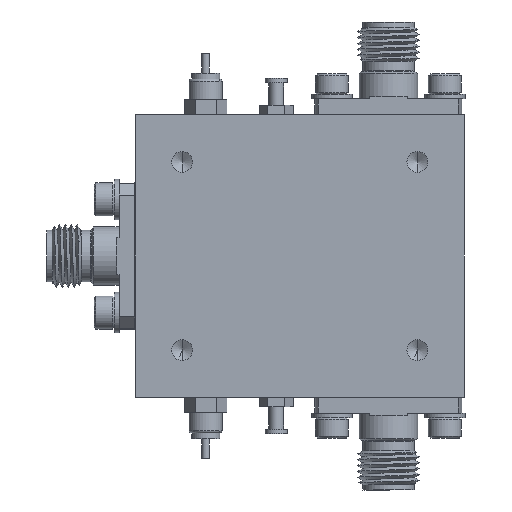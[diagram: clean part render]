
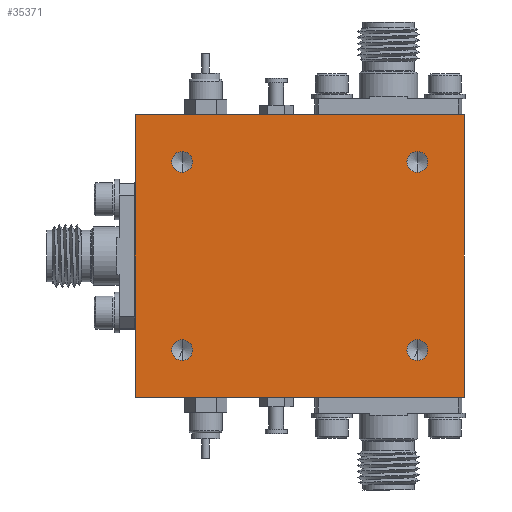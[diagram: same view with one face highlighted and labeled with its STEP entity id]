
A CAD part, front view. The second image highlights one B-rep face of the part: STEP entity #35371.
In plain terms, the highlighted planar face has unit normal (0, -1, 0).
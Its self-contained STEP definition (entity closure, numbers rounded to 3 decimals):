
#1392 = DIRECTION ( 'NONE',  ( -1., 0., 0. ) ) ;
#1525 = CARTESIAN_POINT ( 'NONE',  ( 12.7, 0., 11.29 ) ) ;
#1620 = DIRECTION ( 'NONE',  ( 0., 0., -1. ) ) ;
#2369 = DIRECTION ( 'NONE',  ( 0., -1., 0. ) ) ;
#2976 = VERTEX_POINT ( 'NONE', #8685 ) ;
#3819 = AXIS2_PLACEMENT_3D ( 'NONE', #37277, #2369, #10668 ) ;
#3933 = EDGE_LOOP ( 'NONE', ( #43058, #5966 ) ) ;
#4248 = DIRECTION ( 'NONE',  ( 0., 0., -1. ) ) ;
#4991 = AXIS2_PLACEMENT_3D ( 'NONE', #11252, #30775, #22804 ) ;
#5455 = CARTESIAN_POINT ( 'NONE',  ( -12.7, 0., -9.03 ) ) ;
#5887 = VERTEX_POINT ( 'NONE', #49453 ) ;
#5966 = ORIENTED_EDGE ( 'NONE', *, *, #9243, .F. ) ;
#6684 = DIRECTION ( 'NONE',  ( 0., 0., -1. ) ) ;
#7524 = CARTESIAN_POINT ( 'NONE',  ( 12.7, 0., -10.16 ) ) ;
#7707 = VERTEX_POINT ( 'NONE', #37455 ) ;
#8211 = CARTESIAN_POINT ( 'NONE',  ( 17.78, 0., -15.24 ) ) ;
#8685 = CARTESIAN_POINT ( 'NONE',  ( -17.78, 0., 15.24 ) ) ;
#8787 = LINE ( 'NONE', #34120, #39099 ) ;
#9243 = EDGE_CURVE ( 'NONE', #38232, #23911, #19651, .T. ) ;
#10668 = DIRECTION ( 'NONE',  ( 0., 0., -1. ) ) ;
#10789 = CIRCLE ( 'NONE', #3819, 1.13 ) ;
#10884 = CIRCLE ( 'NONE', #22587, 1.13 ) ;
#11201 = AXIS2_PLACEMENT_3D ( 'NONE', #45005, #18929, #19260 ) ;
#11252 = CARTESIAN_POINT ( 'NONE',  ( 0., 0., 0. ) ) ;
#11833 = ORIENTED_EDGE ( 'NONE', *, *, #36144, .F. ) ;
#13529 = VERTEX_POINT ( 'NONE', #5455 ) ;
#13817 = ORIENTED_EDGE ( 'NONE', *, *, #47858, .F. ) ;
#14623 = DIRECTION ( 'NONE',  ( 0., 0., 1. ) ) ;
#14764 = DIRECTION ( 'NONE',  ( 1., 0., 0. ) ) ;
#16142 = CIRCLE ( 'NONE', #21517, 1.13 ) ;
#17601 = EDGE_CURVE ( 'NONE', #23911, #38232, #10884, .T. ) ;
#17730 = VERTEX_POINT ( 'NONE', #34441 ) ;
#17801 = FACE_BOUND ( 'NONE', #27181, .T. ) ;
#18841 = EDGE_CURVE ( 'NONE', #37632, #7707, #10789, .T. ) ;
#18879 = ORIENTED_EDGE ( 'NONE', *, *, #23393, .F. ) ;
#18929 = DIRECTION ( 'NONE',  ( 0., -1., 0. ) ) ;
#19000 = FACE_BOUND ( 'NONE', #25552, .T. ) ;
#19260 = DIRECTION ( 'NONE',  ( 0., 0., -1. ) ) ;
#19332 = DIRECTION ( 'NONE',  ( 0., 0., -1. ) ) ;
#19651 = CIRCLE ( 'NONE', #11201, 1.13 ) ;
#20714 = EDGE_CURVE ( 'NONE', #46291, #2976, #30826, .T. ) ;
#21366 = CARTESIAN_POINT ( 'NONE',  ( 17.78, 0., 15.24 ) ) ;
#21517 = AXIS2_PLACEMENT_3D ( 'NONE', #47911, #32519, #1620 ) ;
#21625 = DIRECTION ( 'NONE',  ( 0., -1., 0. ) ) ;
#21702 = ORIENTED_EDGE ( 'NONE', *, *, #40972, .F. ) ;
#21971 = CARTESIAN_POINT ( 'NONE',  ( -12.7, 0., -10.16 ) ) ;
#22105 = AXIS2_PLACEMENT_3D ( 'NONE', #7524, #38549, #34649 ) ;
#22271 = CARTESIAN_POINT ( 'NONE',  ( -17.78, 0., 15.24 ) ) ;
#22587 = AXIS2_PLACEMENT_3D ( 'NONE', #45941, #42358, #19332 ) ;
#22671 = FACE_BOUND ( 'NONE', #3933, .T. ) ;
#22804 = DIRECTION ( 'NONE',  ( 0., 0., 1. ) ) ;
#23393 = EDGE_CURVE ( 'NONE', #2976, #33678, #8787, .T. ) ;
#23602 = CARTESIAN_POINT ( 'NONE',  ( -12.7, 0., -10.16 ) ) ;
#23911 = VERTEX_POINT ( 'NONE', #27220 ) ;
#24790 = ORIENTED_EDGE ( 'NONE', *, *, #28520, .F. ) ;
#25080 = CIRCLE ( 'NONE', #44656, 1.13 ) ;
#25099 = DIRECTION ( 'NONE',  ( 0., 0., -1. ) ) ;
#25552 = EDGE_LOOP ( 'NONE', ( #34568, #29329 ) ) ;
#25685 = FACE_OUTER_BOUND ( 'NONE', #30400, .T. ) ;
#26235 = CARTESIAN_POINT ( 'NONE',  ( 12.7, 0., -11.29 ) ) ;
#27093 = ORIENTED_EDGE ( 'NONE', *, *, #35295, .F. ) ;
#27148 = EDGE_CURVE ( 'NONE', #33678, #5887, #40673, .T. ) ;
#27181 = EDGE_LOOP ( 'NONE', ( #24790, #27093 ) ) ;
#27220 = CARTESIAN_POINT ( 'NONE',  ( -12.7, 0., 9.03 ) ) ;
#28520 = EDGE_CURVE ( 'NONE', #17730, #13529, #34597, .T. ) ;
#28965 = CIRCLE ( 'NONE', #22105, 1.13 ) ;
#29242 = LINE ( 'NONE', #8211, #49821 ) ;
#29329 = ORIENTED_EDGE ( 'NONE', *, *, #18841, .F. ) ;
#30289 = PLANE ( 'NONE',  #4991 ) ;
#30400 = EDGE_LOOP ( 'NONE', ( #42781, #13817, #34363, #18879 ) ) ;
#30775 = DIRECTION ( 'NONE',  ( 0., 1., 0. ) ) ;
#30826 = LINE ( 'NONE', #22271, #43529 ) ;
#31741 = DIRECTION ( 'NONE',  ( 0., -1., 0. ) ) ;
#32511 = CARTESIAN_POINT ( 'NONE',  ( -17.78, 0., -15.24 ) ) ;
#32519 = DIRECTION ( 'NONE',  ( 0., -1., 0. ) ) ;
#33118 = EDGE_CURVE ( 'NONE', #7707, #37632, #16142, .T. ) ;
#33189 = VERTEX_POINT ( 'NONE', #26235 ) ;
#33678 = VERTEX_POINT ( 'NONE', #40559 ) ;
#34120 = CARTESIAN_POINT ( 'NONE',  ( 17.78, 0., 15.24 ) ) ;
#34363 = ORIENTED_EDGE ( 'NONE', *, *, #27148, .F. ) ;
#34441 = CARTESIAN_POINT ( 'NONE',  ( -12.7, 0., -11.29 ) ) ;
#34568 = ORIENTED_EDGE ( 'NONE', *, *, #33118, .F. ) ;
#34597 = CIRCLE ( 'NONE', #42202, 1.13 ) ;
#34649 = DIRECTION ( 'NONE',  ( 0., 0., -1. ) ) ;
#35295 = EDGE_CURVE ( 'NONE', #13529, #17730, #25080, .T. ) ;
#35371 = ADVANCED_FACE ( 'NONE', ( #43251, #22671, #17801, #19000, #25685 ), #30289, .F. ) ;
#36144 = EDGE_CURVE ( 'NONE', #48605, #33189, #49813, .T. ) ;
#37277 = CARTESIAN_POINT ( 'NONE',  ( 12.7, 0., 10.16 ) ) ;
#37356 = DIRECTION ( 'NONE',  ( 0., 0., -1. ) ) ;
#37455 = CARTESIAN_POINT ( 'NONE',  ( 12.7, 0., 9.03 ) ) ;
#37632 = VERTEX_POINT ( 'NONE', #1525 ) ;
#38232 = VERTEX_POINT ( 'NONE', #48799 ) ;
#38549 = DIRECTION ( 'NONE',  ( 0., -1., 0. ) ) ;
#39099 = VECTOR ( 'NONE', #14764, 1000. ) ;
#39179 = AXIS2_PLACEMENT_3D ( 'NONE', #49231, #45163, #6684 ) ;
#40559 = CARTESIAN_POINT ( 'NONE',  ( 17.78, 0., 15.24 ) ) ;
#40673 = LINE ( 'NONE', #21366, #46108 ) ;
#40972 = EDGE_CURVE ( 'NONE', #33189, #48605, #28965, .T. ) ;
#41179 = CARTESIAN_POINT ( 'NONE',  ( 12.7, 0., -9.03 ) ) ;
#42202 = AXIS2_PLACEMENT_3D ( 'NONE', #23602, #31741, #4248 ) ;
#42358 = DIRECTION ( 'NONE',  ( 0., -1., 0. ) ) ;
#42781 = ORIENTED_EDGE ( 'NONE', *, *, #20714, .F. ) ;
#43058 = ORIENTED_EDGE ( 'NONE', *, *, #17601, .F. ) ;
#43251 = FACE_BOUND ( 'NONE', #46144, .T. ) ;
#43529 = VECTOR ( 'NONE', #14623, 1000. ) ;
#44656 = AXIS2_PLACEMENT_3D ( 'NONE', #21971, #21625, #37356 ) ;
#45005 = CARTESIAN_POINT ( 'NONE',  ( -12.7, 0., 10.16 ) ) ;
#45163 = DIRECTION ( 'NONE',  ( 0., -1., 0. ) ) ;
#45941 = CARTESIAN_POINT ( 'NONE',  ( -12.7, 0., 10.16 ) ) ;
#46108 = VECTOR ( 'NONE', #25099, 1000. ) ;
#46144 = EDGE_LOOP ( 'NONE', ( #21702, #11833 ) ) ;
#46291 = VERTEX_POINT ( 'NONE', #32511 ) ;
#47858 = EDGE_CURVE ( 'NONE', #5887, #46291, #29242, .T. ) ;
#47911 = CARTESIAN_POINT ( 'NONE',  ( 12.7, 0., 10.16 ) ) ;
#48605 = VERTEX_POINT ( 'NONE', #41179 ) ;
#48799 = CARTESIAN_POINT ( 'NONE',  ( -12.7, 0., 11.29 ) ) ;
#49231 = CARTESIAN_POINT ( 'NONE',  ( 12.7, 0., -10.16 ) ) ;
#49453 = CARTESIAN_POINT ( 'NONE',  ( 17.78, 0., -15.24 ) ) ;
#49813 = CIRCLE ( 'NONE', #39179, 1.13 ) ;
#49821 = VECTOR ( 'NONE', #1392, 1000. ) ;
